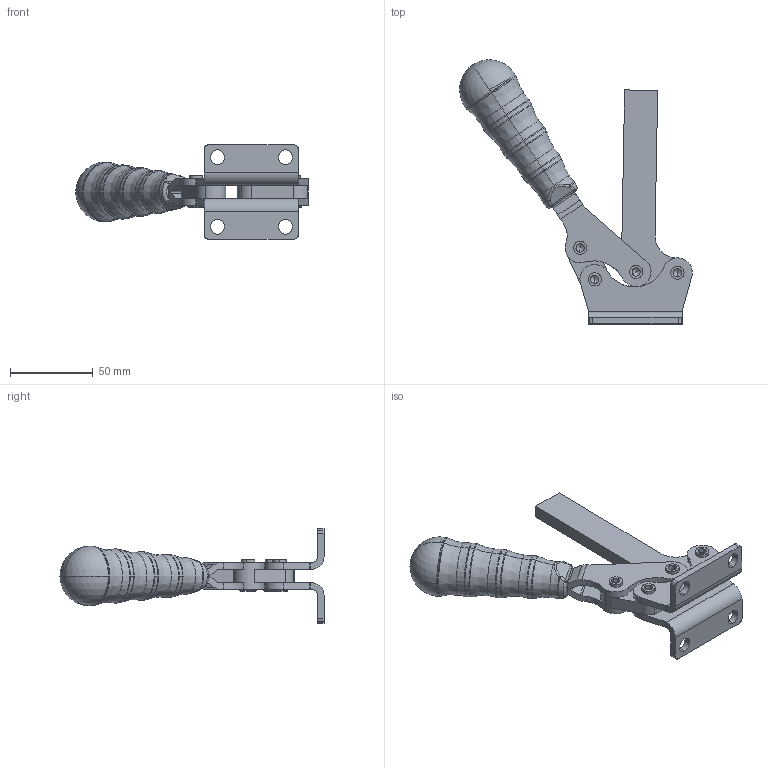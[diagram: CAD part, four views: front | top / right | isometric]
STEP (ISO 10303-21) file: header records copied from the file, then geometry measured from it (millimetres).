
FILE_DESCRIPTION((''),'2;1');
FILE_NAME('125F.0-opened.stp','2005-09-27T16:13:33',('Kysilko'),(''),'Autodesk Inventor 8','Autodesk Inventor 8','');
FILE_SCHEMA(('AUTOMOTIVE_DESIGN { 1 0 10303 214 1 1 1 1 }'));
Length unit declared in the file: millimetre
Products named in the file (1): Part26
Bounding box: 140.72 x 159.75 x 56.98 mm (x, y, z)
Volume: 123338.5 mm3; surface area: 41587.5 mm2
Topology: 1 solids, 5 shells, 869 faces, 2343 edges, 1337 vertices
Faces by surface type: plane 339, cone 314, bspline 121, cylinder 73, sphere 14, torus 8
Entity records: 30267 total; most frequent: CARTESIAN_POINT 9641, ORIENTED_EDGE 4658, DIRECTION 4261, EDGE_CURVE 2329, AXIS2_PLACEMENT_3D 1757, VERTEX_POINT 1337, EDGE_LOOP 1042, CIRCLE 1008
